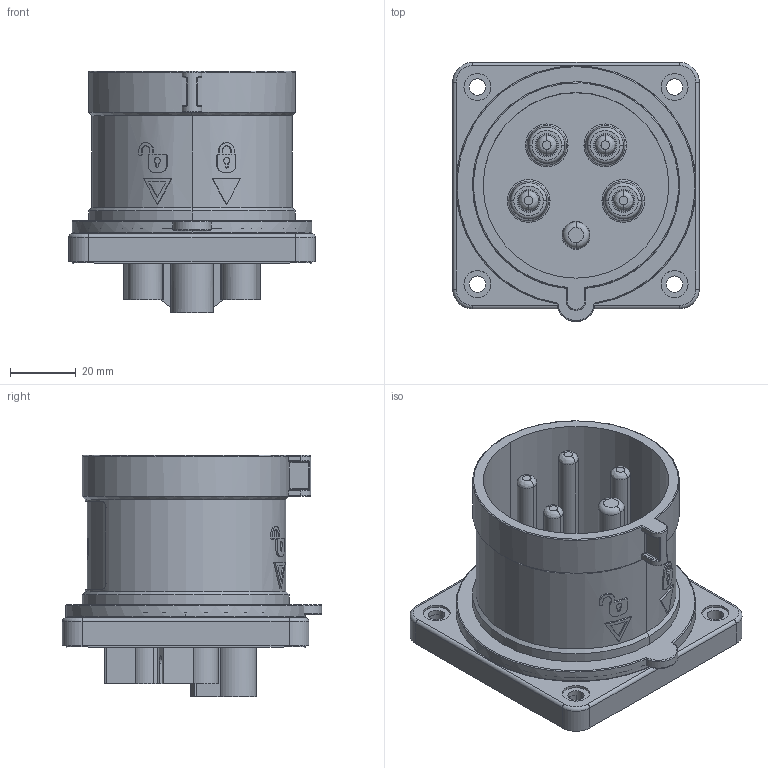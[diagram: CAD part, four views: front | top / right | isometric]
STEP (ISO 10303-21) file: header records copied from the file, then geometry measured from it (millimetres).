
FILE_DESCRIPTION((''),'2;1');
FILE_NAME('004483301_EDS11_4-2_2-5_32_ASM','2024-01-19T12:11:34',('klemen.sitar'),('Audax d.o.o.'),'CREO PARAMETRIC BY PTC INC, 2021304','CREO PARAMETRIC BY PTC INC, 2021304','');
FILE_SCHEMA(('AP242_MANAGED_MODEL_BASED_3D_ENGINEERING_MIM_LF { 1 0 10303 442 1 1 4 }'));
Products named in the file (20): ERR_3253_-_IRRN_3253_MAKETA_1_1; ERR_3253_-_IRRN_3253_MAKETA_1_2; ERR_3253_-_IRRN_3253_MAKETA_1_3; ERR_3253_-_IRRN_3253_MAKETA_1_4; ERR_3253_-_IRRN_3253_MAKETA_1_5; ERR_3253_-_IRRN_3253_MAKETA_1_ASM; ERR_3253_-_IRRN_3253_MAKETA_1_7; ERR_3253_-_IRRN_3253_MAKETA_1_9; ERR_3253_-_IRRN_3253_MAKET_10_1; ASDA_ASM_1_ASM; ERR_3253_-_IRRN_3253_MAKETA___1; PRT9568_1_1; PRT9568_1_2; PRT9568_1_3; PRT9568_1_ASM; ERR3253_ASM_1_ASM; ERR_3253_-_IRRN_3253_MAKETA__11; ERR_3253_-_IRRN_3253_MAKETA__13; 004482113_ERR-3253_ASM; 004483301_EDS11_4-2_2-5_32_ASM
Assembly tree (21 placements, depth 5):
  004483301_EDS11_4-2_2-5_32_ASM
    004482113_ERR-3253_ASM
      ERR3253_ASM_1_ASM
        ERR_3253_-_IRRN_3253_MAKETA_1_ASM
          ERR_3253_-_IRRN_3253_MAKETA_1_1
          ERR_3253_-_IRRN_3253_MAKETA_1_2
          ERR_3253_-_IRRN_3253_MAKETA_1_3
          ERR_3253_-_IRRN_3253_MAKETA_1_4
          ERR_3253_-_IRRN_3253_MAKETA_1_5
        ASDA_ASM_1_ASM
          ERR_3253_-_IRRN_3253_MAKETA_1_3
          ERR_3253_-_IRRN_3253_MAKETA_1_5
          ERR_3253_-_IRRN_3253_MAKETA_1_7
          ERR_3253_-_IRRN_3253_MAKETA_1_9
          ERR_3253_-_IRRN_3253_MAKET_10_1
        ERR_3253_-_IRRN_3253_MAKETA___1
        PRT9568_1_ASM
          PRT9568_1_1
          PRT9568_1_2
          PRT9568_1_3
      ERR_3253_-_IRRN_3253_MAKETA__11
      ERR_3253_-_IRRN_3253_MAKETA__13
Bounding box: 75 x 78.9 x 73.5 mm (x, y, z)
Volume: 76514.3 mm3; surface area: 72781.4 mm2
Topology: 16 solids, 16 shells, 1438 faces, 4070 edges, 2670 vertices
Faces by surface type: plane 760, cylinder 466, torus 84, cone 66, sphere 42, bspline 20
Entity records: 62600 total; most frequent: CARTESIAN_POINT 11008, ORIENTED_EDGE 7868, DIRECTION 7621, EDGE_CURVE 3934, PRESENTATION_STYLE_ASSIGNMENT 3683, STYLED_ITEM 3683, CURVE_STYLE 3292, AXIS2_PLACEMENT_3D 2642
